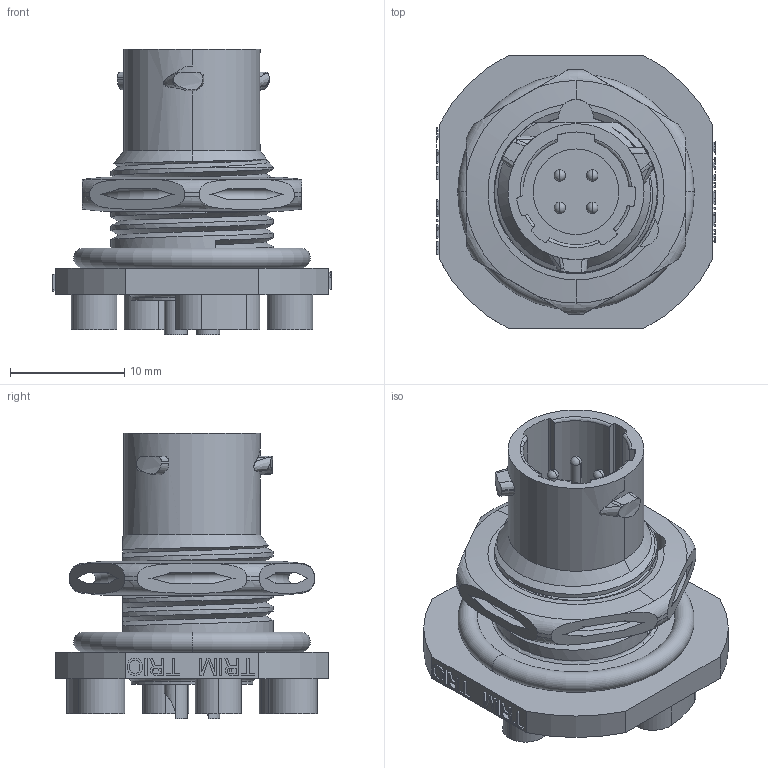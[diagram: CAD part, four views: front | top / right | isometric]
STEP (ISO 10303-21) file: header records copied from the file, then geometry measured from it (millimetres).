
FILE_DESCRIPTION((''),'2;1');
FILE_NAME('UTS78E4P','2011-04-04T',('vsorin'),('SOURIAU'),'PRO/ENGINEER BY PARAMETRIC TECHNOLOGY CORPORATION, 2010140','PRO/ENGINEER BY PARAMETRIC TECHNOLOGY CORPORATION, 2010140','');
FILE_SCHEMA(('CONFIG_CONTROL_DESIGN'));
Length unit declared in the file: millimetre
Products named in the file (1): UTS78E4P
Bounding box: 24.4 x 24 x 25 mm (x, y, z)
Surface area: 3827.7 mm2 (no closed solid volume)
Topology: 0 solids, 8 shells, 398 faces, 1578 edges, 1137 vertices
Faces by surface type: plane 203, cylinder 94, bspline 36, cone 26, torus 24, sphere 8, extrusion 7
Entity records: 21209 total; most frequent: CARTESIAN_POINT 8677, ORIENTED_EDGE 2588, DIRECTION 2281, EDGE_CURVE 1570, VERTEX_POINT 1137, VECTOR 1043, LINE 1036, AXIS2_PLACEMENT_3D 619
